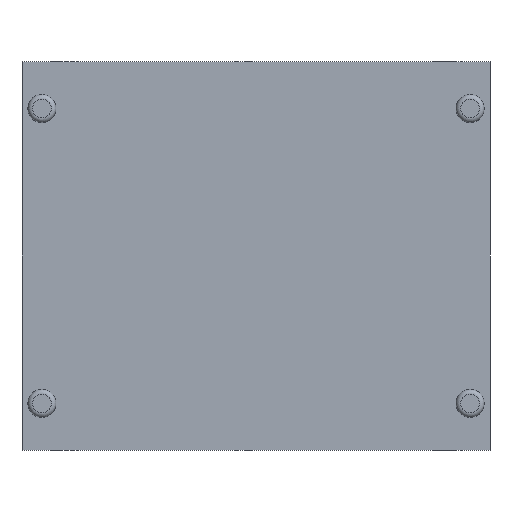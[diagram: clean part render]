
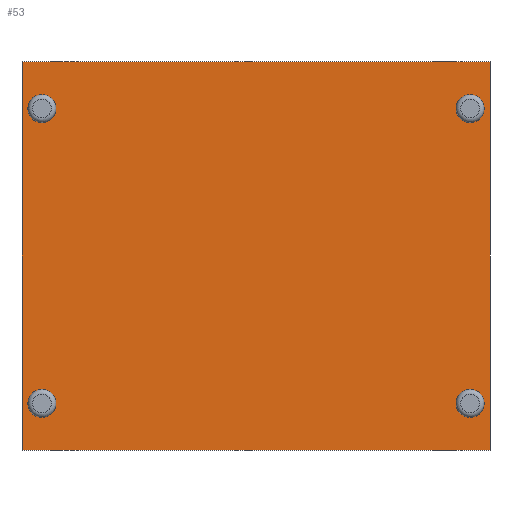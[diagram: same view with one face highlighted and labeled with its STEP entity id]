
A CAD part, front view. The second image highlights one B-rep face of the part: STEP entity #53.
In plain terms, the highlighted planar face has unit normal (0, -1, 0).
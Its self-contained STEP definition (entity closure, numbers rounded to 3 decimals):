
#53=ADVANCED_FACE('',(#79,#81,#83,#85,#87),#89,.F.);
#79=FACE_BOUND('',#80,.T.);
#80=EDGE_LOOP('',(#301,#302,#303,#304));
#81=FACE_BOUND('',#82,.T.);
#82=EDGE_LOOP('',(#305));
#83=FACE_BOUND('',#84,.T.);
#84=EDGE_LOOP('',(#306));
#85=FACE_BOUND('',#86,.T.);
#86=EDGE_LOOP('',(#307));
#87=FACE_BOUND('',#88,.T.);
#88=EDGE_LOOP('',(#308));
#89=PLANE('',#90);
#90=AXIS2_PLACEMENT_3D('',#91,#92,#93);
#91=CARTESIAN_POINT('',(0.,0.,0.));
#92=DIRECTION('',(0.,1.,0.));
#93=DIRECTION('',(0.,0.,-1.));
#301=ORIENTED_EDGE('',*,*,#365,.F.);
#302=ORIENTED_EDGE('',*,*,#366,.F.);
#303=ORIENTED_EDGE('',*,*,#367,.F.);
#304=ORIENTED_EDGE('',*,*,#368,.F.);
#305=ORIENTED_EDGE('',*,*,#369,.F.);
#306=ORIENTED_EDGE('',*,*,#370,.F.);
#307=ORIENTED_EDGE('',*,*,#371,.F.);
#308=ORIENTED_EDGE('',*,*,#372,.F.);
#365=EDGE_CURVE('',#397,#398,#399,.T.);
#366=EDGE_CURVE('',#400,#397,#401,.T.);
#367=EDGE_CURVE('',#402,#400,#403,.T.);
#368=EDGE_CURVE('',#398,#402,#404,.T.);
#369=EDGE_CURVE('',#405,#405,#406,.T.);
#370=EDGE_CURVE('',#407,#407,#408,.T.);
#371=EDGE_CURVE('',#409,#409,#410,.F.);
#372=EDGE_CURVE('',#411,#411,#412,.F.);
#397=VERTEX_POINT('',#457);
#398=VERTEX_POINT('',#458);
#399=LINE('',#459,#460);
#400=VERTEX_POINT('',#462);
#401=LINE('',#463,#464);
#402=VERTEX_POINT('',#466);
#403=LINE('',#467,#468);
#404=LINE('',#470,#471);
#405=VERTEX_POINT('',#473);
#406=CIRCLE('',#474,3.);
#407=VERTEX_POINT('',#478);
#408=CIRCLE('',#479,3.);
#409=VERTEX_POINT('',#483);
#410=CIRCLE('',#484,3.);
#411=VERTEX_POINT('',#488);
#412=CIRCLE('',#489,3.);
#457=CARTESIAN_POINT('',(-50.,0.,41.5));
#458=CARTESIAN_POINT('',(50.,0.,41.5));
#459=CARTESIAN_POINT('',(-50.,0.,41.5));
#460=VECTOR('',#461,1.);
#461=DIRECTION('',(1.,0.,0.));
#462=CARTESIAN_POINT('',(-50.,0.,-41.5));
#463=CARTESIAN_POINT('',(-50.,0.,-41.5));
#464=VECTOR('',#465,1.);
#465=DIRECTION('',(0.,0.,1.));
#466=CARTESIAN_POINT('',(50.,0.,-41.5));
#467=CARTESIAN_POINT('',(50.,0.,-41.5));
#468=VECTOR('',#469,1.);
#469=DIRECTION('',(-1.,0.,0.));
#470=CARTESIAN_POINT('',(50.,0.,41.5));
#471=VECTOR('',#472,1.);
#472=DIRECTION('',(0.,0.,-1.));
#473=CARTESIAN_POINT('',(-45.75,0.,34.5));
#474=AXIS2_PLACEMENT_3D('',#475,#476,#477);
#475=CARTESIAN_POINT('',(-45.75,0.,31.5));
#476=DIRECTION('',(0.,-1.,0.));
#477=DIRECTION('',(0.,0.,1.));
#478=CARTESIAN_POINT('',(-45.75,0.,-34.5));
#479=AXIS2_PLACEMENT_3D('',#480,#481,#482);
#480=CARTESIAN_POINT('',(-45.75,0.,-31.5));
#481=DIRECTION('',(0.,-1.,0.));
#482=DIRECTION('',(0.,0.,-1.));
#483=CARTESIAN_POINT('',(45.75,0.,-28.5));
#484=AXIS2_PLACEMENT_3D('',#485,#486,#487);
#485=CARTESIAN_POINT('',(45.75,0.,-31.5));
#486=DIRECTION('',(0.,1.,0.));
#487=DIRECTION('',(0.,0.,1.));
#488=CARTESIAN_POINT('',(45.75,0.,28.5));
#489=AXIS2_PLACEMENT_3D('',#490,#491,#492);
#490=CARTESIAN_POINT('',(45.75,0.,31.5));
#491=DIRECTION('',(0.,1.,0.));
#492=DIRECTION('',(0.,0.,-1.));
